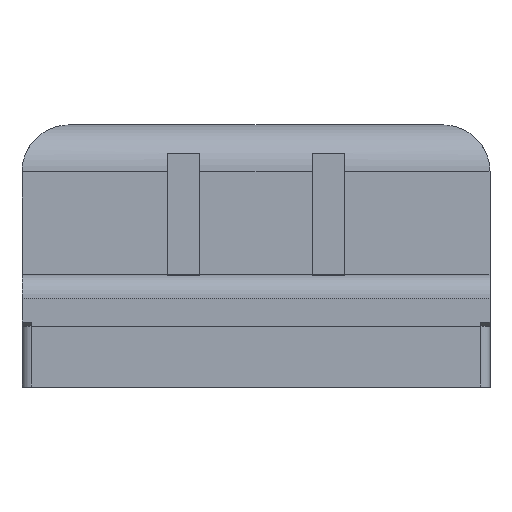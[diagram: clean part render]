
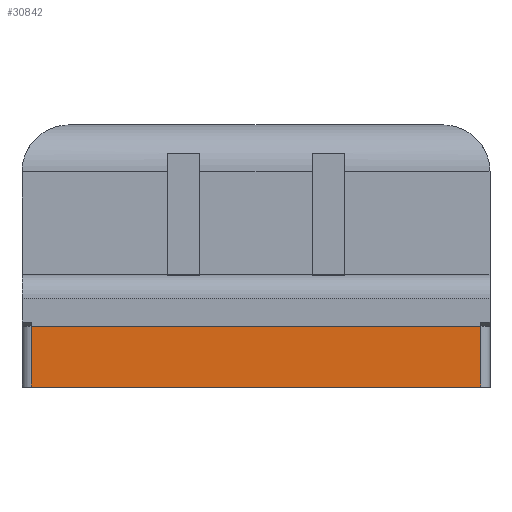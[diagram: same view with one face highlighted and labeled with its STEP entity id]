
A CAD part, front view. The second image highlights one B-rep face of the part: STEP entity #30842.
In plain terms, the highlighted planar face has unit normal (0, -1, 0).
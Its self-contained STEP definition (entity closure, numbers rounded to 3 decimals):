
#44 = PLANE('',#45);
#45 = AXIS2_PLACEMENT_3D('',#46,#47,#48);
#46 = CARTESIAN_POINT('',(169.,3.885,-1.));
#47 = DIRECTION('',(0.,0.,-1.));
#48 = DIRECTION('',(-1.,0.,0.));
#1577 = VERTEX_POINT('',#1578);
#1578 = CARTESIAN_POINT('',(193.,-43.,-1.));
#1597 = CYLINDRICAL_SURFACE('',#1598,1.);
#1598 = AXIS2_PLACEMENT_3D('',#1599,#1600,#1601);
#1599 = CARTESIAN_POINT('',(193.,-42.,-1.));
#1600 = DIRECTION('',(0.,0.,1.));
#1601 = DIRECTION('',(0.,-1.,0.));
#1609 = EDGE_CURVE('',#1610,#1577,#1612,.T.);
#1610 = VERTEX_POINT('',#1611);
#1611 = CARTESIAN_POINT('',(145.,-43.,-1.));
#1612 = SURFACE_CURVE('',#1613,(#1617,#1623),.PCURVE_S1.);
#1613 = LINE('',#1614,#1615);
#1614 = CARTESIAN_POINT('',(154.,-43.,-1.));
#1615 = VECTOR('',#1616,1.);
#1616 = DIRECTION('',(1.,0.,0.));
#1617 = PCURVE('',#44,#1618);
#1618 = DEFINITIONAL_REPRESENTATION('',(#1619),#1622);
#1619 = B_SPLINE_CURVE_WITH_KNOTS('',1,(#1620,#1621),.UNSPECIFIED.,.F.,
  .F.,(2,2),(-15.,45.),.PIECEWISE_BEZIER_KNOTS.);
#1620 = CARTESIAN_POINT('',(30.,-46.885));
#1621 = CARTESIAN_POINT('',(-30.,-46.885));
#1622 = ( GEOMETRIC_REPRESENTATION_CONTEXT(2) 
PARAMETRIC_REPRESENTATION_CONTEXT() REPRESENTATION_CONTEXT('2D SPACE',''
  ) );
#1623 = PCURVE('',#1624,#1629);
#1624 = PLANE('',#1625);
#1625 = AXIS2_PLACEMENT_3D('',#1626,#1627,#1628);
#1626 = CARTESIAN_POINT('',(139.,-43.,-2.));
#1627 = DIRECTION('',(0.,1.,0.));
#1628 = DIRECTION('',(0.,0.,1.));
#1629 = DEFINITIONAL_REPRESENTATION('',(#1630),#1633);
#1630 = B_SPLINE_CURVE_WITH_KNOTS('',1,(#1631,#1632),.UNSPECIFIED.,.F.,
  .F.,(2,2),(-15.,45.),.PIECEWISE_BEZIER_KNOTS.);
#1631 = CARTESIAN_POINT('',(1.,0.));
#1632 = CARTESIAN_POINT('',(1.,60.));
#1633 = ( GEOMETRIC_REPRESENTATION_CONTEXT(2) 
PARAMETRIC_REPRESENTATION_CONTEXT() REPRESENTATION_CONTEXT('2D SPACE',''
  ) );
#1654 = CYLINDRICAL_SURFACE('',#1655,1.);
#1655 = AXIS2_PLACEMENT_3D('',#1656,#1657,#1658);
#1656 = CARTESIAN_POINT('',(145.,-42.,-1.));
#1657 = DIRECTION('',(0.,0.,1.));
#1658 = DIRECTION('',(-1.,0.,0.));
#3234 = PLANE('',#3235);
#3235 = AXIS2_PLACEMENT_3D('',#3236,#3237,#3238);
#3236 = CARTESIAN_POINT('',(144.,-68.,5.5));
#3237 = DIRECTION('',(0.,0.,1.));
#3238 = DIRECTION('',(1.,0.,0.));
#30749 = EDGE_CURVE('',#1610,#30750,#30752,.T.);
#30750 = VERTEX_POINT('',#30751);
#30751 = CARTESIAN_POINT('',(145.,-43.,5.5));
#30752 = SURFACE_CURVE('',#30753,(#30757,#30764),.PCURVE_S1.);
#30753 = LINE('',#30754,#30755);
#30754 = CARTESIAN_POINT('',(145.,-43.,-1.));
#30755 = VECTOR('',#30756,1.);
#30756 = DIRECTION('',(0.,0.,1.));
#30757 = PCURVE('',#1654,#30758);
#30758 = DEFINITIONAL_REPRESENTATION('',(#30759),#30763);
#30759 = LINE('',#30760,#30761);
#30760 = CARTESIAN_POINT('',(1.571,0.));
#30761 = VECTOR('',#30762,1.);
#30762 = DIRECTION('',(0.,1.));
#30763 = ( GEOMETRIC_REPRESENTATION_CONTEXT(2) 
PARAMETRIC_REPRESENTATION_CONTEXT() REPRESENTATION_CONTEXT('2D SPACE',''
  ) );
#30764 = PCURVE('',#1624,#30765);
#30765 = DEFINITIONAL_REPRESENTATION('',(#30766),#30770);
#30766 = LINE('',#30767,#30768);
#30767 = CARTESIAN_POINT('',(1.,6.));
#30768 = VECTOR('',#30769,1.);
#30769 = DIRECTION('',(1.,0.));
#30770 = ( GEOMETRIC_REPRESENTATION_CONTEXT(2) 
PARAMETRIC_REPRESENTATION_CONTEXT() REPRESENTATION_CONTEXT('2D SPACE',''
  ) );
#30842 = ADVANCED_FACE('',(#30843),#1624,.F.);
#30843 = FACE_BOUND('',#30844,.F.);
#30844 = EDGE_LOOP('',(#30845,#30846,#30847,#30868));
#30845 = ORIENTED_EDGE('',*,*,#1609,.F.);
#30846 = ORIENTED_EDGE('',*,*,#30749,.T.);
#30847 = ORIENTED_EDGE('',*,*,#30848,.F.);
#30848 = EDGE_CURVE('',#30849,#30750,#30851,.T.);
#30849 = VERTEX_POINT('',#30850);
#30850 = CARTESIAN_POINT('',(193.,-43.,5.5));
#30851 = SURFACE_CURVE('',#30852,(#30856,#30862),.PCURVE_S1.);
#30852 = LINE('',#30853,#30854);
#30853 = CARTESIAN_POINT('',(141.5,-43.,5.5));
#30854 = VECTOR('',#30855,1.);
#30855 = DIRECTION('',(-1.,0.,0.));
#30856 = PCURVE('',#1624,#30857);
#30857 = DEFINITIONAL_REPRESENTATION('',(#30858),#30861);
#30858 = B_SPLINE_CURVE_WITH_KNOTS('',1,(#30859,#30860),.UNSPECIFIED.,
  .F.,.F.,(2,2),(-57.5,2.5),.PIECEWISE_BEZIER_KNOTS.);
#30859 = CARTESIAN_POINT('',(7.5,60.));
#30860 = CARTESIAN_POINT('',(7.5,0.));
#30861 = ( GEOMETRIC_REPRESENTATION_CONTEXT(2) 
PARAMETRIC_REPRESENTATION_CONTEXT() REPRESENTATION_CONTEXT('2D SPACE',''
  ) );
#30862 = PCURVE('',#3234,#30863);
#30863 = DEFINITIONAL_REPRESENTATION('',(#30864),#30867);
#30864 = B_SPLINE_CURVE_WITH_KNOTS('',1,(#30865,#30866),.UNSPECIFIED.,
  .F.,.F.,(2,2),(-57.5,2.5),.PIECEWISE_BEZIER_KNOTS.);
#30865 = CARTESIAN_POINT('',(55.,25.));
#30866 = CARTESIAN_POINT('',(-5.,25.));
#30867 = ( GEOMETRIC_REPRESENTATION_CONTEXT(2) 
PARAMETRIC_REPRESENTATION_CONTEXT() REPRESENTATION_CONTEXT('2D SPACE',''
  ) );
#30868 = ORIENTED_EDGE('',*,*,#30869,.F.);
#30869 = EDGE_CURVE('',#1577,#30849,#30870,.T.);
#30870 = SURFACE_CURVE('',#30871,(#30875,#30882),.PCURVE_S1.);
#30871 = LINE('',#30872,#30873);
#30872 = CARTESIAN_POINT('',(193.,-43.,-1.));
#30873 = VECTOR('',#30874,1.);
#30874 = DIRECTION('',(0.,0.,1.));
#30875 = PCURVE('',#1624,#30876);
#30876 = DEFINITIONAL_REPRESENTATION('',(#30877),#30881);
#30877 = LINE('',#30878,#30879);
#30878 = CARTESIAN_POINT('',(1.,54.));
#30879 = VECTOR('',#30880,1.);
#30880 = DIRECTION('',(1.,0.));
#30881 = ( GEOMETRIC_REPRESENTATION_CONTEXT(2) 
PARAMETRIC_REPRESENTATION_CONTEXT() REPRESENTATION_CONTEXT('2D SPACE',''
  ) );
#30882 = PCURVE('',#1597,#30883);
#30883 = DEFINITIONAL_REPRESENTATION('',(#30884),#30888);
#30884 = LINE('',#30885,#30886);
#30885 = CARTESIAN_POINT('',(0.,0.));
#30886 = VECTOR('',#30887,1.);
#30887 = DIRECTION('',(0.,1.));
#30888 = ( GEOMETRIC_REPRESENTATION_CONTEXT(2) 
PARAMETRIC_REPRESENTATION_CONTEXT() REPRESENTATION_CONTEXT('2D SPACE',''
  ) );
